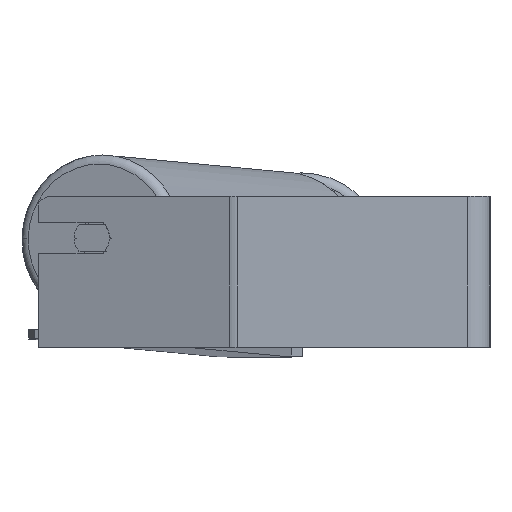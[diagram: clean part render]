
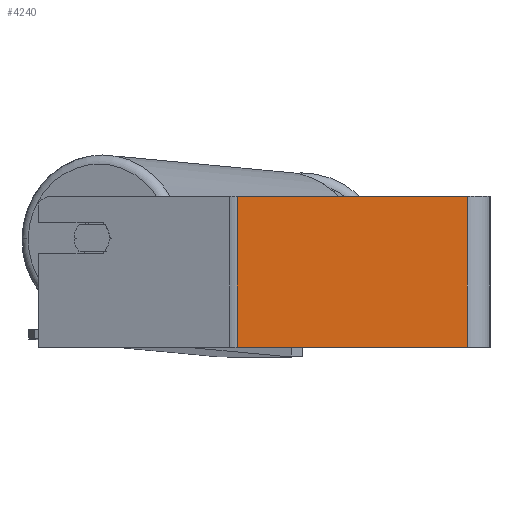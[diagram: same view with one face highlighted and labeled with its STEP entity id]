
A CAD part, left-side view. The second image highlights one B-rep face of the part: STEP entity #4240.
In plain terms, the highlighted planar face has unit normal (-1, 0, 0).
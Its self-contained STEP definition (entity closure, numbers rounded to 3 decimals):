
#516 = VERTEX_POINT ( 'NONE', #7825 ) ;
#644 = CARTESIAN_POINT ( 'NONE',  ( -490., 136.002, 40. ) ) ;
#675 = VECTOR ( 'NONE', #8826, 1000. ) ;
#1009 = ORIENTED_EDGE ( 'NONE', *, *, #7130, .T. ) ;
#1194 = CARTESIAN_POINT ( 'NONE',  ( -490., 136.002, 40. ) ) ;
#1283 = CARTESIAN_POINT ( 'NONE',  ( -490., 133.886, 40. ) ) ;
#1289 = FACE_OUTER_BOUND ( 'NONE', #8860, .T. ) ;
#1640 = VERTEX_POINT ( 'NONE', #5505 ) ;
#2045 = ORIENTED_EDGE ( 'NONE', *, *, #3822, .F. ) ;
#2119 = EDGE_CURVE ( 'NONE', #516, #1640, #5083, .T. ) ;
#2342 = VECTOR ( 'NONE', #8555, 1000. ) ;
#2366 = AXIS2_PLACEMENT_3D ( 'NONE', #644, #4132, #7684 ) ;
#2914 = CARTESIAN_POINT ( 'NONE',  ( -490., 133.886, 40. ) ) ;
#3822 = EDGE_CURVE ( 'NONE', #5758, #1640, #3965, .T. ) ;
#3965 = LINE ( 'NONE', #7525, #4270 ) ;
#4132 = DIRECTION ( 'NONE',  ( 1., 0., 0. ) ) ;
#4240 = ADVANCED_FACE ( 'NONE', ( #1289 ), #8290, .F. ) ;
#4270 = VECTOR ( 'NONE', #8260, 1000. ) ;
#4826 = VERTEX_POINT ( 'NONE', #2914 ) ;
#5083 = LINE ( 'NONE', #7279, #2342 ) ;
#5505 = CARTESIAN_POINT ( 'NONE',  ( -490., 12., -40. ) ) ;
#5758 = VERTEX_POINT ( 'NONE', #8660 ) ;
#6923 = EDGE_CURVE ( 'NONE', #4826, #5758, #7419, .T. ) ;
#7003 = DIRECTION ( 'NONE',  ( 0., 0., -1. ) ) ;
#7130 = EDGE_CURVE ( 'NONE', #4826, #516, #7548, .T. ) ;
#7279 = CARTESIAN_POINT ( 'NONE',  ( -490., 136.002, -40. ) ) ;
#7419 = LINE ( 'NONE', #1194, #675 ) ;
#7525 = CARTESIAN_POINT ( 'NONE',  ( -490., 12., 40. ) ) ;
#7548 = LINE ( 'NONE', #1283, #8433 ) ;
#7684 = DIRECTION ( 'NONE',  ( 0., 0., -1. ) ) ;
#7825 = CARTESIAN_POINT ( 'NONE',  ( -490., 133.886, -40. ) ) ;
#8260 = DIRECTION ( 'NONE',  ( 0., 0., -1. ) ) ;
#8290 = PLANE ( 'NONE',  #2366 ) ;
#8367 = ORIENTED_EDGE ( 'NONE', *, *, #2119, .T. ) ;
#8433 = VECTOR ( 'NONE', #7003, 1000. ) ;
#8555 = DIRECTION ( 'NONE',  ( 0., -1., 0. ) ) ;
#8660 = CARTESIAN_POINT ( 'NONE',  ( -490., 12., 40. ) ) ;
#8689 = ORIENTED_EDGE ( 'NONE', *, *, #6923, .F. ) ;
#8826 = DIRECTION ( 'NONE',  ( 0., -1., 0. ) ) ;
#8860 = EDGE_LOOP ( 'NONE', ( #8367, #2045, #8689, #1009 ) ) ;
